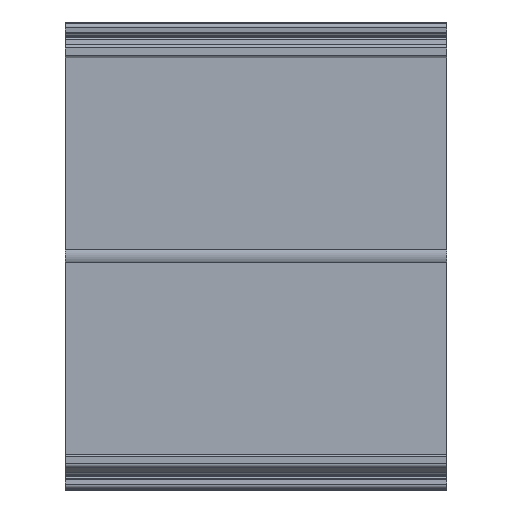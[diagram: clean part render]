
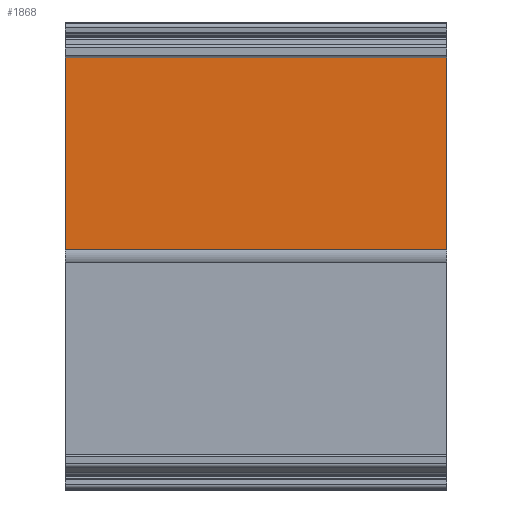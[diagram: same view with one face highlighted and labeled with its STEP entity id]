
A CAD part, top view. The second image highlights one B-rep face of the part: STEP entity #1868.
In plain terms, the highlighted planar face has unit normal (0, 0, 1).
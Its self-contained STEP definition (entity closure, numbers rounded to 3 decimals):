
#115 = VERTEX_POINT('',#116);
#116 = CARTESIAN_POINT('',(-3.,52.376,14.1));
#123 = EDGE_CURVE('',#124,#115,#126,.T.);
#124 = VERTEX_POINT('',#125);
#125 = CARTESIAN_POINT('',(-3.,1.746,14.1));
#126 = LINE('',#127,#128);
#127 = CARTESIAN_POINT('',(-3.,-2.34,14.1));
#128 = VECTOR('',#129,1.);
#129 = DIRECTION('',(0.,1.,0.));
#1849 = EDGE_CURVE('',#115,#1850,#1852,.T.);
#1850 = VERTEX_POINT('',#1851);
#1851 = CARTESIAN_POINT('',(-103.,52.376,14.1));
#1852 = LINE('',#1853,#1854);
#1853 = CARTESIAN_POINT('',(-67.803,52.376,14.1));
#1854 = VECTOR('',#1855,1.);
#1855 = DIRECTION('',(-1.,0.,0.));
#1868 = ADVANCED_FACE('',(#1869),#1887,.T.);
#1869 = FACE_BOUND('',#1870,.T.);
#1870 = EDGE_LOOP('',(#1871,#1879,#1880,#1881));
#1871 = ORIENTED_EDGE('',*,*,#1872,.F.);
#1872 = EDGE_CURVE('',#124,#1873,#1875,.T.);
#1873 = VERTEX_POINT('',#1874);
#1874 = CARTESIAN_POINT('',(-103.,1.746,14.1));
#1875 = LINE('',#1876,#1877);
#1876 = CARTESIAN_POINT('',(-103.,1.746,14.1));
#1877 = VECTOR('',#1878,1.);
#1878 = DIRECTION('',(-1.,0.,0.));
#1879 = ORIENTED_EDGE('',*,*,#123,.T.);
#1880 = ORIENTED_EDGE('',*,*,#1849,.T.);
#1881 = ORIENTED_EDGE('',*,*,#1882,.T.);
#1882 = EDGE_CURVE('',#1850,#1873,#1883,.T.);
#1883 = LINE('',#1884,#1885);
#1884 = CARTESIAN_POINT('',(-103.,-31.873,14.1));
#1885 = VECTOR('',#1886,1.);
#1886 = DIRECTION('',(0.,-1.,0.));
#1887 = PLANE('',#1888);
#1888 = AXIS2_PLACEMENT_3D('',#1889,#1890,#1891);
#1889 = CARTESIAN_POINT('',(-55.,27.061,14.1));
#1890 = DIRECTION('',(0.,0.,1.));
#1891 = DIRECTION('',(0.,-1.,0.));
